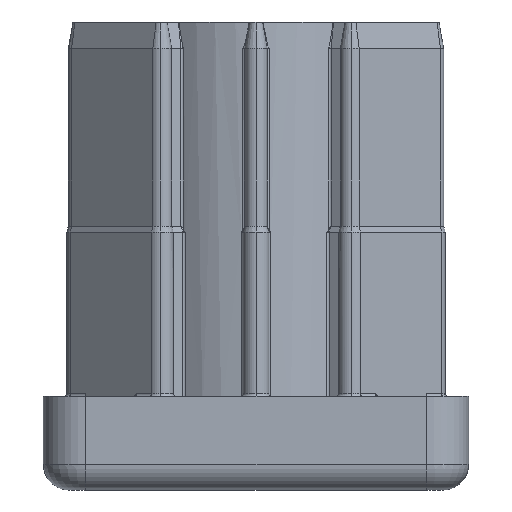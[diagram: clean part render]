
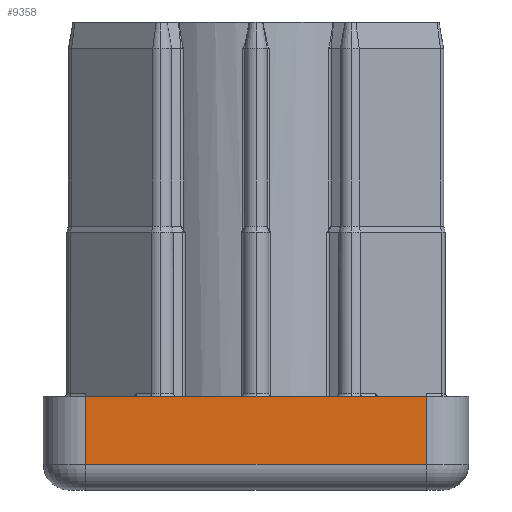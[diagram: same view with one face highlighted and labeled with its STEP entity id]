
A CAD part, left-side view. The second image highlights one B-rep face of the part: STEP entity #9358.
In plain terms, the highlighted planar face has unit normal (-1, 0, 0).
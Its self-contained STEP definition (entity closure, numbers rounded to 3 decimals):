
#73 = VERTEX_POINT ( 'NONE', #6926 ) ;
#272 = AXIS2_PLACEMENT_3D ( 'NONE', #15456, #13087, #5815 ) ;
#587 = DIRECTION ( 'NONE',  ( 0., -1., 0. ) ) ;
#1145 = CARTESIAN_POINT ( 'NONE',  ( -25., 20., 3. ) ) ;
#1481 = CARTESIAN_POINT ( 'NONE',  ( -25., -20., 11. ) ) ;
#1850 = CARTESIAN_POINT ( 'NONE',  ( -25., -25., 11. ) ) ;
#2079 = PLANE ( 'NONE',  #272 ) ;
#2240 = VECTOR ( 'NONE', #7631, 1000. ) ;
#2605 = ORIENTED_EDGE ( 'NONE', *, *, #9757, .F. ) ;
#4474 = FACE_OUTER_BOUND ( 'NONE', #6398, .T. ) ;
#4546 = VERTEX_POINT ( 'NONE', #1481 ) ;
#4900 = LINE ( 'NONE', #12071, #8561 ) ;
#5278 = ORIENTED_EDGE ( 'NONE', *, *, #14698, .T. ) ;
#5815 = DIRECTION ( 'NONE',  ( 0., 0., -1. ) ) ;
#6398 = EDGE_LOOP ( 'NONE', ( #12908, #5278, #14122, #2605 ) ) ;
#6402 = CARTESIAN_POINT ( 'NONE',  ( -25., -20., 11. ) ) ;
#6926 = CARTESIAN_POINT ( 'NONE',  ( -25., -20., 3. ) ) ;
#7631 = DIRECTION ( 'NONE',  ( 0., 0., 1. ) ) ;
#8316 = EDGE_CURVE ( 'NONE', #9245, #11586, #4900, .T. ) ;
#8421 = LINE ( 'NONE', #6402, #2240 ) ;
#8515 = LINE ( 'NONE', #1850, #14546 ) ;
#8561 = VECTOR ( 'NONE', #13293, 1000. ) ;
#8676 = LINE ( 'NONE', #11844, #11493 ) ;
#9245 = VERTEX_POINT ( 'NONE', #15202 ) ;
#9358 = ADVANCED_FACE ( 'NONE', ( #4474 ), #2079, .F. ) ;
#9757 = EDGE_CURVE ( 'NONE', #9245, #4546, #8515, .T. ) ;
#11493 = VECTOR ( 'NONE', #13061, 1000. ) ;
#11586 = VERTEX_POINT ( 'NONE', #1145 ) ;
#11844 = CARTESIAN_POINT ( 'NONE',  ( -25., -20., 3. ) ) ;
#12071 = CARTESIAN_POINT ( 'NONE',  ( -25., 20., 11. ) ) ;
#12908 = ORIENTED_EDGE ( 'NONE', *, *, #8316, .T. ) ;
#13061 = DIRECTION ( 'NONE',  ( 0., -1., 0. ) ) ;
#13087 = DIRECTION ( 'NONE',  ( 1., 0., 0. ) ) ;
#13191 = EDGE_CURVE ( 'NONE', #73, #4546, #8421, .T. ) ;
#13293 = DIRECTION ( 'NONE',  ( 0., 0., -1. ) ) ;
#14122 = ORIENTED_EDGE ( 'NONE', *, *, #13191, .T. ) ;
#14546 = VECTOR ( 'NONE', #587, 1000. ) ;
#14698 = EDGE_CURVE ( 'NONE', #11586, #73, #8676, .T. ) ;
#15202 = CARTESIAN_POINT ( 'NONE',  ( -25., 20., 11. ) ) ;
#15456 = CARTESIAN_POINT ( 'NONE',  ( -25., -25., 11. ) ) ;
